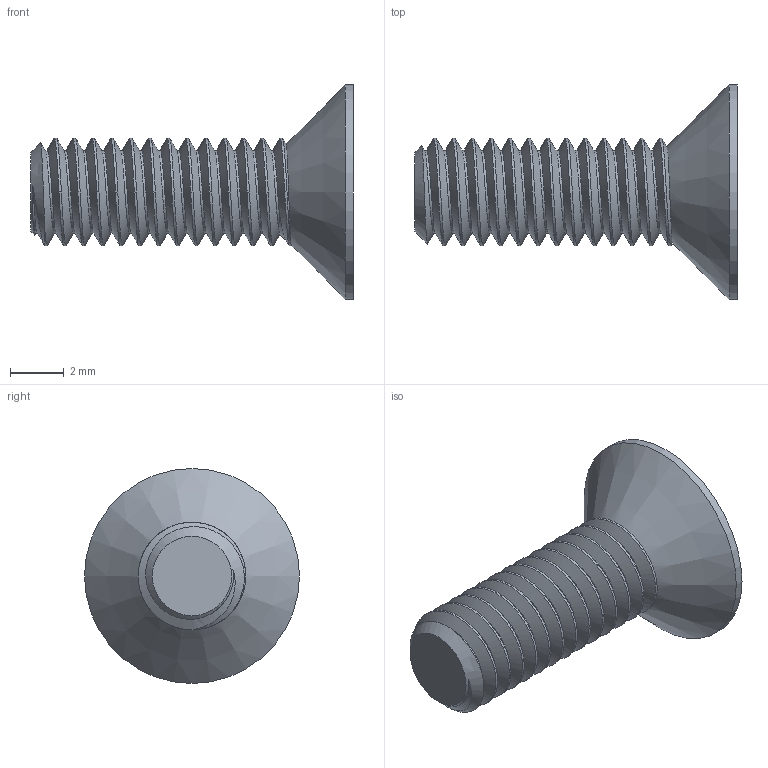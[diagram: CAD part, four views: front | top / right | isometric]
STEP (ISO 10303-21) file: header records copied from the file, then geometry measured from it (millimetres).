
FILE_DESCRIPTION(/* description */ (''),/* implementation_level */ '2;1');
FILE_NAME(/* name */ 'M4x12FHCS-0 v1.step',/* time_stamp */ '2020-09-14T14:12:26-04:00',/* author */ (''),/* organization */ (''),/* preprocessor_version */ 'ST-DEVELOPER v18.1',/* originating_system */ 'Autodesk Translation Framework v9.3.0.1241',/* authorisation */ '');
FILE_SCHEMA (('AUTOMOTIVE_DESIGN { 1 0 10303 214 3 1 1 }'));
Length unit declared in the file: millimetre
Products named in the file (2): M4x12FHCS-0; 92125A192
Assembly tree (1 placements, depth 2):
  M4x12FHCS-0
    92125A192
Bounding box: 12 x 8 x 8 mm (x, y, z)
Volume: 161.3 mm3; surface area: 318.4 mm2
Topology: 1 solids, 1 shells, 48 faces, 122 edges, 77 vertices
Faces by surface type: cylinder 29, plane 9, cone 8, bspline 2
Full cylindrical faces by diameter (mm): 3.091 x12, 4 x12, 8 x1
Entity records: 4219 total; most frequent: CARTESIAN_POINT 3144, ORIENTED_EDGE 244, DIRECTION 165, EDGE_CURVE 122, VERTEX_POINT 77, B_SPLINE_CURVE_WITH_KNOTS 62, AXIS2_PLACEMENT_3D 62, EDGE_LOOP 49
